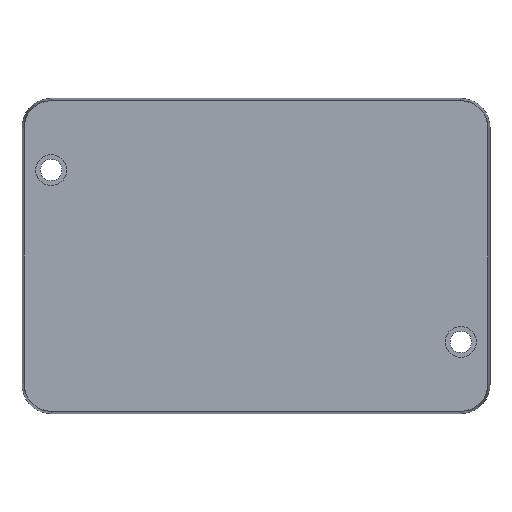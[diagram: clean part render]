
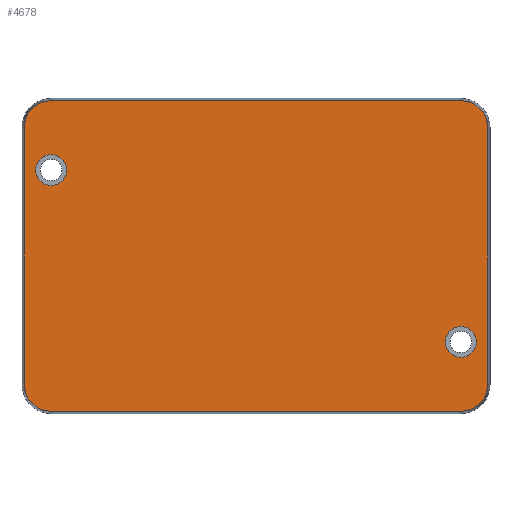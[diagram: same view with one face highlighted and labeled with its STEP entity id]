
A CAD part, front view. The second image highlights one B-rep face of the part: STEP entity #4678.
In plain terms, the highlighted planar face has unit normal (0, -1, 0).
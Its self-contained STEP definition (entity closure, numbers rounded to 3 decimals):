
#1276 = DIRECTION ( 'NONE',  ( 0., 1., 0. ) ) ;
#1277 = CARTESIAN_POINT ( 'NONE',  ( 42.9, -28., 26.9 ) ) ;
#1278 = AXIS2_PLACEMENT_3D ( 'NONE', #1277, #1276, #1302 ) ;
#1279 = DIRECTION ( 'NONE',  ( 0., 0., 1. ) ) ;
#1280 = DIRECTION ( 'NONE',  ( 0., 1., 0. ) ) ;
#1281 = CARTESIAN_POINT ( 'NONE',  ( -42.9, -28., 26.9 ) ) ;
#1282 = AXIS2_PLACEMENT_3D ( 'NONE', #1281, #1280, #1279 ) ;
#1283 = CIRCLE ( 'NONE', #1282, 5.611 ) ;
#1286 = DIRECTION ( 'NONE',  ( 1., 0., 0. ) ) ;
#1288 = DIRECTION ( 'NONE',  ( 0., 0., 1. ) ) ;
#1289 = DIRECTION ( 'NONE',  ( 0., 1., 0. ) ) ;
#1290 = CARTESIAN_POINT ( 'NONE',  ( -42.9, -28., -26.9 ) ) ;
#1291 = CIRCLE ( 'NONE', #1278, 5.611 ) ;
#1292 = CARTESIAN_POINT ( 'NONE',  ( 48.511, -28., 26.9 ) ) ;
#1293 = DIRECTION ( 'NONE',  ( 0., 0., -1. ) ) ;
#1294 = VECTOR ( 'NONE', #1293, 1000. ) ;
#1295 = CARTESIAN_POINT ( 'NONE',  ( 48.511, -28., -26.9 ) ) ;
#1296 = LINE ( 'NONE', #1295, #1294 ) ;
#1297 = VECTOR ( 'NONE', #1286, 1000. ) ;
#1298 = CARTESIAN_POINT ( 'NONE',  ( -42.9, -28., 32.511 ) ) ;
#1299 = LINE ( 'NONE', #1298, #1297 ) ;
#1300 = CARTESIAN_POINT ( 'NONE',  ( -42.9, -28., 32.511 ) ) ;
#1301 = CARTESIAN_POINT ( 'NONE',  ( 42.9, -28., 32.511 ) ) ;
#1302 = DIRECTION ( 'NONE',  ( 0., 0., 1. ) ) ;
#1304 = CARTESIAN_POINT ( 'NONE',  ( 48.511, -28., -26.9 ) ) ;
#1305 = DIRECTION ( 'NONE',  ( 0., 0., 1. ) ) ;
#1306 = DIRECTION ( 'NONE',  ( 0., 1., 0. ) ) ;
#1307 = AXIS2_PLACEMENT_3D ( 'NONE', #1322, #1306, #1305 ) ;
#1308 = CIRCLE ( 'NONE', #1307, 5.611 ) ;
#1309 = CARTESIAN_POINT ( 'NONE',  ( 42.9, -28., -32.511 ) ) ;
#1310 = DIRECTION ( 'NONE',  ( -1., 0., 0. ) ) ;
#1311 = VECTOR ( 'NONE', #1310, 1000. ) ;
#1312 = CARTESIAN_POINT ( 'NONE',  ( -42.9, -28., -32.511 ) ) ;
#1313 = LINE ( 'NONE', #1312, #1311 ) ;
#1314 = CARTESIAN_POINT ( 'NONE',  ( -48.511, -28., -26.9 ) ) ;
#1318 = AXIS2_PLACEMENT_3D ( 'NONE', #1290, #1289, #1288 ) ;
#1319 = CIRCLE ( 'NONE', #1318, 5.611 ) ;
#1320 = CARTESIAN_POINT ( 'NONE',  ( -42.9, -28., -32.511 ) ) ;
#1322 = CARTESIAN_POINT ( 'NONE',  ( 42.9, -28., -26.9 ) ) ;
#1362 = VECTOR ( 'NONE', #1386, 1000. ) ;
#1363 = CARTESIAN_POINT ( 'NONE',  ( -48.511, -28., -26.9 ) ) ;
#1364 = LINE ( 'NONE', #1363, #1362 ) ;
#1370 = CARTESIAN_POINT ( 'NONE',  ( -48.511, -28., 26.9 ) ) ;
#1371 = CIRCLE ( 'NONE', #1390, 3.25 ) ;
#1386 = DIRECTION ( 'NONE',  ( 0., 0., 1. ) ) ;
#1387 = DIRECTION ( 'NONE',  ( 0., 0., 1. ) ) ;
#1388 = DIRECTION ( 'NONE',  ( 0., -1., 0. ) ) ;
#1389 = CARTESIAN_POINT ( 'NONE',  ( -42.9, -28., 18. ) ) ;
#1390 = AXIS2_PLACEMENT_3D ( 'NONE', #1389, #1388, #1387 ) ;
#1437 = DIRECTION ( 'NONE',  ( 0., 0., 1. ) ) ;
#1438 = DIRECTION ( 'NONE',  ( 0., -1., 0. ) ) ;
#1439 = CARTESIAN_POINT ( 'NONE',  ( 42.9, -28., -18. ) ) ;
#1440 = AXIS2_PLACEMENT_3D ( 'NONE', #1439, #1438, #1437 ) ;
#1441 = CIRCLE ( 'NONE', #1440, 3.25 ) ;
#1455 = FACE_BOUND ( 'NONE', #4679, .T. ) ;
#1456 = DIRECTION ( 'NONE',  ( 0., 0., 1. ) ) ;
#1457 = DIRECTION ( 'NONE',  ( 0., 1., 0. ) ) ;
#1458 = CARTESIAN_POINT ( 'NONE',  ( -42.9, -28., -26.9 ) ) ;
#1459 = AXIS2_PLACEMENT_3D ( 'NONE', #1458, #1457, #1456 ) ;
#1460 = PLANE ( 'NONE',  #1459 ) ;
#1462 = FACE_BOUND ( 'NONE', #4614, .T. ) ;
#1463 = FACE_OUTER_BOUND ( 'NONE', #4683, .T. ) ;
#1890 = CARTESIAN_POINT ( 'NONE',  ( -42.9, -28., 14.75 ) ) ;
#1897 = DIRECTION ( 'NONE',  ( 0., 0., 1. ) ) ;
#1898 = DIRECTION ( 'NONE',  ( 0., -1., 0. ) ) ;
#1899 = AXIS2_PLACEMENT_3D ( 'NONE', #1910, #1898, #1897 ) ;
#1900 = CIRCLE ( 'NONE', #1899, 3.25 ) ;
#1905 = CARTESIAN_POINT ( 'NONE',  ( -42.9, -28., 21.25 ) ) ;
#1910 = CARTESIAN_POINT ( 'NONE',  ( -42.9, -28., 18. ) ) ;
#2081 = CARTESIAN_POINT ( 'NONE',  ( 42.9, -28., -14.75 ) ) ;
#2082 = DIRECTION ( 'NONE',  ( 0., 0., 1. ) ) ;
#2083 = DIRECTION ( 'NONE',  ( 0., -1., 0. ) ) ;
#2084 = CARTESIAN_POINT ( 'NONE',  ( 42.9, -28., -18. ) ) ;
#2085 = AXIS2_PLACEMENT_3D ( 'NONE', #2084, #2083, #2082 ) ;
#2086 = CIRCLE ( 'NONE', #2085, 3.25 ) ;
#2087 = CARTESIAN_POINT ( 'NONE',  ( 42.9, -28., -21.25 ) ) ;
#4591 = EDGE_CURVE ( 'NONE', #4592, #4593, #1319, .T. ) ;
#4592 = VERTEX_POINT ( 'NONE', #1320 ) ;
#4593 = VERTEX_POINT ( 'NONE', #1314 ) ;
#4594 = ORIENTED_EDGE ( 'NONE', *, *, #4595, .F. ) ;
#4595 = EDGE_CURVE ( 'NONE', #4596, #4592, #1313, .T. ) ;
#4596 = VERTEX_POINT ( 'NONE', #1309 ) ;
#4597 = ORIENTED_EDGE ( 'NONE', *, *, #4598, .F. ) ;
#4598 = EDGE_CURVE ( 'NONE', #4599, #4596, #1308, .T. ) ;
#4599 = VERTEX_POINT ( 'NONE', #1304 ) ;
#4600 = ORIENTED_EDGE ( 'NONE', *, *, #4601, .F. ) ;
#4601 = EDGE_CURVE ( 'NONE', #4602, #4599, #1296, .T. ) ;
#4602 = VERTEX_POINT ( 'NONE', #1292 ) ;
#4603 = ORIENTED_EDGE ( 'NONE', *, *, #4604, .F. ) ;
#4604 = EDGE_CURVE ( 'NONE', #4605, #4602, #1291, .T. ) ;
#4605 = VERTEX_POINT ( 'NONE', #1301 ) ;
#4606 = VERTEX_POINT ( 'NONE', #1300 ) ;
#4607 = ORIENTED_EDGE ( 'NONE', *, *, #4608, .F. ) ;
#4608 = EDGE_CURVE ( 'NONE', #4606, #4605, #1299, .T. ) ;
#4609 = ORIENTED_EDGE ( 'NONE', *, *, #4610, .F. ) ;
#4610 = EDGE_CURVE ( 'NONE', #4611, #4606, #1283, .T. ) ;
#4611 = VERTEX_POINT ( 'NONE', #1370 ) ;
#4612 = ORIENTED_EDGE ( 'NONE', *, *, #4613, .F. ) ;
#4613 = EDGE_CURVE ( 'NONE', #4593, #4611, #1364, .T. ) ;
#4614 = EDGE_LOOP ( 'NONE', ( #4615, #4617 ) ) ;
#4615 = ORIENTED_EDGE ( 'NONE', *, *, #4616, .F. ) ;
#4616 = EDGE_CURVE ( 'NONE', #4938, #4935, #1371, .T. ) ;
#4617 = ORIENTED_EDGE ( 'NONE', *, *, #4937, .F. ) ;
#4678 = ADVANCED_FACE ( 'NONE', ( #1455, #1463, #1462 ), #1460, .F. ) ;
#4679 = EDGE_LOOP ( 'NONE', ( #4680, #4682 ) ) ;
#4680 = ORIENTED_EDGE ( 'NONE', *, *, #4681, .F. ) ;
#4681 = EDGE_CURVE ( 'NONE', #5131, #5128, #1441, .T. ) ;
#4682 = ORIENTED_EDGE ( 'NONE', *, *, #5130, .F. ) ;
#4683 = EDGE_LOOP ( 'NONE', ( #4684, #4594, #4597, #4600, #4603, #4607, #4609, #4612 ) ) ;
#4684 = ORIENTED_EDGE ( 'NONE', *, *, #4591, .F. ) ;
#4935 = VERTEX_POINT ( 'NONE', #1890 ) ;
#4937 = EDGE_CURVE ( 'NONE', #4935, #4938, #1900, .T. ) ;
#4938 = VERTEX_POINT ( 'NONE', #1905 ) ;
#5128 = VERTEX_POINT ( 'NONE', #2087 ) ;
#5130 = EDGE_CURVE ( 'NONE', #5128, #5131, #2086, .T. ) ;
#5131 = VERTEX_POINT ( 'NONE', #2081 ) ;
